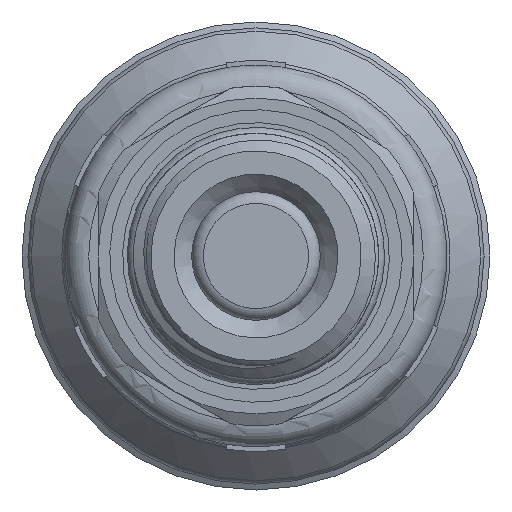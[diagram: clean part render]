
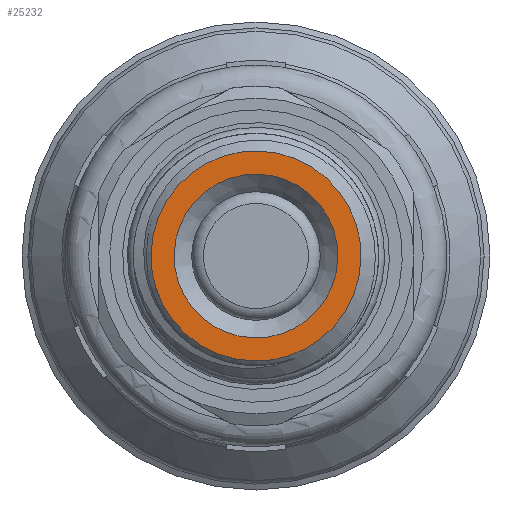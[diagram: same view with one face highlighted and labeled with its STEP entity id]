
A CAD part, front view. The second image highlights one B-rep face of the part: STEP entity #25232.
In plain terms, the highlighted planar face has unit normal (0, -1, 0).
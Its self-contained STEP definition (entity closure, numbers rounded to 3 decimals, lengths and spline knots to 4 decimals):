
#698=FACE_BOUND('',#4682,.T.);
#1211=PLANE('',#27509);
#3147=FACE_OUTER_BOUND('',#4681,.T.);
#4681=EDGE_LOOP('',(#23629));
#4682=EDGE_LOOP('',(#23630));
#10069=CIRCLE('',#27484,7.);
#10078=CIRCLE('',#27508,8.9775);
#12434=VERTEX_POINT('',#69062);
#12447=VERTEX_POINT('',#69126);
#16156=EDGE_CURVE('',#12434,#12434,#10069,.T.);
#16179=EDGE_CURVE('',#12447,#12447,#10078,.T.);
#23629=ORIENTED_EDGE('',*,*,#16179,.T.);
#23630=ORIENTED_EDGE('',*,*,#16156,.T.);
#25232=ADVANCED_FACE('',(#3147,#698),#1211,.T.);
#27484=AXIS2_PLACEMENT_3D('',#69064,#33106,#33107);
#27508=AXIS2_PLACEMENT_3D('',#69127,#33162,#33163);
#27509=AXIS2_PLACEMENT_3D('',#69129,#33165,#33166);
#33106=DIRECTION('center_axis',(0.,1.,0.));
#33107=DIRECTION('ref_axis',(1.,0.,0.));
#33162=DIRECTION('center_axis',(0.,-1.,0.));
#33163=DIRECTION('ref_axis',(1.,0.,0.));
#33165=DIRECTION('center_axis',(0.,-1.,0.));
#33166=DIRECTION('ref_axis',(0.,0.,-1.));
#69062=CARTESIAN_POINT('',(-7.,0.,0.));
#69064=CARTESIAN_POINT('Origin',(0.,0.,0.));
#69126=CARTESIAN_POINT('',(-8.9775,0.,0.));
#69127=CARTESIAN_POINT('Origin',(0.,0.,0.));
#69129=CARTESIAN_POINT('Origin',(0.,0.,0.));
